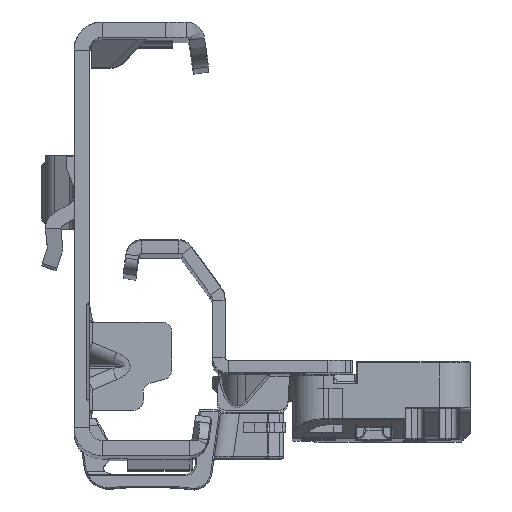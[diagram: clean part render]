
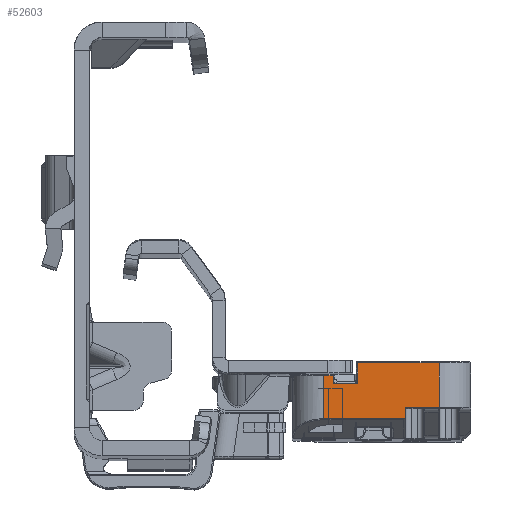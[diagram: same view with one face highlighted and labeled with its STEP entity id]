
A CAD part, top view. The second image highlights one B-rep face of the part: STEP entity #52603.
In plain terms, the highlighted face is planar.
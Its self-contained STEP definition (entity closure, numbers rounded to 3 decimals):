
#1218 = VECTOR ( 'NONE', #44828, 1000. ) ;
#1735 = CARTESIAN_POINT ( 'NONE',  ( -8.5, -5.2, -284.5 ) ) ;
#2429 = DIRECTION ( 'NONE',  ( 1., 0., 0. ) ) ;
#3910 =( BOUNDED_CURVE ( )  B_SPLINE_CURVE ( 3, ( #37174, #84545, #16404, #44981 ),
 .UNSPECIFIED., .F., .F. ) 
 B_SPLINE_CURVE_WITH_KNOTS ( ( 4, 4 ),
 ( 1.047, 1.571 ),
 .UNSPECIFIED. ) 
 CURVE ( )  GEOMETRIC_REPRESENTATION_ITEM ( )  RATIONAL_B_SPLINE_CURVE ( ( 1., 0.977, 0.977, 1. ) ) 
 REPRESENTATION_ITEM ( '' )  );
#4105 = LINE ( 'NONE', #122893, #104717 ) ;
#4951 = VERTEX_POINT ( 'NONE', #93828 ) ;
#6491 = CARTESIAN_POINT ( 'NONE',  ( 19.8, -1.15, -284.5 ) ) ;
#9549 = VECTOR ( 'NONE', #111256, 1000. ) ;
#12111 = DIRECTION ( 'NONE',  ( 0., 1., 0. ) ) ;
#13159 = DIRECTION ( 'NONE',  ( 1., 0., 0. ) ) ;
#16404 = CARTESIAN_POINT ( 'NONE',  ( -8.3, -6.71, -284.5 ) ) ;
#17202 = VERTEX_POINT ( 'NONE', #66888 ) ;
#17928 = VERTEX_POINT ( 'NONE', #100092 ) ;
#18513 = CARTESIAN_POINT ( 'NONE',  ( -0.75, 2.1, -284.5 ) ) ;
#21449 = EDGE_CURVE ( 'NONE', #17202, #53221, #41332, .T. ) ;
#21696 = CIRCLE ( 'NONE', #69425, 0.2 ) ;
#22156 = DIRECTION ( 'NONE',  ( 0., 0., 1. ) ) ;
#22304 = ORIENTED_EDGE ( 'NONE', *, *, #23299, .T. ) ;
#22523 = ORIENTED_EDGE ( 'NONE', *, *, #109777, .F. ) ;
#23299 = EDGE_CURVE ( 'NONE', #60537, #100876, #29891, .T. ) ;
#24104 = CARTESIAN_POINT ( 'NONE',  ( -8.3, 0., -284.5 ) ) ;
#28058 = CARTESIAN_POINT ( 'NONE',  ( -13.7, -5., -284.5 ) ) ;
#29725 = CARTESIAN_POINT ( 'NONE',  ( -8.3, -5., -284.5 ) ) ;
#29745 = VERTEX_POINT ( 'NONE', #77030 ) ;
#29891 = LINE ( 'NONE', #42184, #96207 ) ;
#31591 = DIRECTION ( 'NONE',  ( 0., 0., 1. ) ) ;
#32089 = LINE ( 'NONE', #53477, #9549 ) ;
#34230 = EDGE_LOOP ( 'NONE', ( #51379, #77460, #122943, #47267, #53578, #42095, #61296, #97417, #22523, #111689, #22304, #126825 ) ) ;
#37174 = CARTESIAN_POINT ( 'NONE',  ( -8.273, -6.785, -284.5 ) ) ;
#39653 = DIRECTION ( 'NONE',  ( 1., 0., 0. ) ) ;
#41332 = LINE ( 'NONE', #60805, #58572 ) ;
#42095 = ORIENTED_EDGE ( 'NONE', *, *, #52331, .T. ) ;
#42184 = CARTESIAN_POINT ( 'NONE',  ( -0.7, 2.1, -284.5 ) ) ;
#43560 = DIRECTION ( 'NONE',  ( 1., 0., 0. ) ) ;
#44828 = DIRECTION ( 'NONE',  ( 1., 0., 0. ) ) ;
#44981 = CARTESIAN_POINT ( 'NONE',  ( -8.3, -6.669, -284.5 ) ) ;
#46930 = EDGE_CURVE ( 'NONE', #17928, #17202, #75289, .T. ) ;
#47267 = ORIENTED_EDGE ( 'NONE', *, *, #98106, .F. ) ;
#49849 = VECTOR ( 'NONE', #13159, 1000. ) ;
#51269 = VERTEX_POINT ( 'NONE', #28058 ) ;
#51379 = ORIENTED_EDGE ( 'NONE', *, *, #46930, .T. ) ;
#52331 = EDGE_CURVE ( 'NONE', #67495, #78018, #3910, .T. ) ;
#52603 = ADVANCED_FACE ( 'NONE', ( #82502 ), #62379, .F. ) ;
#53221 = VERTEX_POINT ( 'NONE', #98327 ) ;
#53289 = CARTESIAN_POINT ( 'NONE',  ( 19.8, 2.6, -284.5 ) ) ;
#53477 = CARTESIAN_POINT ( 'NONE',  ( -8.3, -6.785, -284.5 ) ) ;
#53578 = ORIENTED_EDGE ( 'NONE', *, *, #101001, .T. ) ;
#55073 = CARTESIAN_POINT ( 'NONE',  ( -8.273, -6.785, -284.5 ) ) ;
#55356 = DIRECTION ( 'NONE',  ( 0., 1., 0. ) ) ;
#58572 = VECTOR ( 'NONE', #12111, 1000. ) ;
#60537 = VERTEX_POINT ( 'NONE', #106017 ) ;
#60805 = CARTESIAN_POINT ( 'NONE',  ( 3.15, 0.1, -284.5 ) ) ;
#61296 = ORIENTED_EDGE ( 'NONE', *, *, #74249, .F. ) ;
#62379 = PLANE ( 'NONE',  #85255 ) ;
#63270 = DIRECTION ( 'NONE',  ( 0., -1., 0. ) ) ;
#64675 = VECTOR ( 'NONE', #2429, 1000. ) ;
#65313 = VERTEX_POINT ( 'NONE', #115865 ) ;
#66554 = VERTEX_POINT ( 'NONE', #127548 ) ;
#66888 = CARTESIAN_POINT ( 'NONE',  ( 3.15, -1.15, -284.5 ) ) ;
#67495 = VERTEX_POINT ( 'NONE', #55073 ) ;
#69425 = AXIS2_PLACEMENT_3D ( 'NONE', #1735, #31591, #82193 ) ;
#71592 = LINE ( 'NONE', #80036, #49849 ) ;
#72856 = CARTESIAN_POINT ( 'NONE',  ( -8.3, -6.669, -284.5 ) ) ;
#74249 = EDGE_CURVE ( 'NONE', #29745, #78018, #104565, .T. ) ;
#74264 = CARTESIAN_POINT ( 'NONE',  ( -0.75, -0.9, -284.5 ) ) ;
#75289 = LINE ( 'NONE', #6491, #1218 ) ;
#77030 = CARTESIAN_POINT ( 'NONE',  ( -8.3, -5.2, -284.5 ) ) ;
#77460 = ORIENTED_EDGE ( 'NONE', *, *, #21449, .T. ) ;
#78003 = EDGE_CURVE ( 'NONE', #53221, #65313, #71592, .T. ) ;
#78018 = VERTEX_POINT ( 'NONE', #72856 ) ;
#80036 = CARTESIAN_POINT ( 'NONE',  ( 4.6, 0.1, -284.5 ) ) ;
#80319 = LINE ( 'NONE', #29725, #64675 ) ;
#82193 = DIRECTION ( 'NONE',  ( 1., 0., 0. ) ) ;
#82502 = FACE_OUTER_BOUND ( 'NONE', #34230, .T. ) ;
#84334 = VECTOR ( 'NONE', #97058, 1000. ) ;
#84445 = DIRECTION ( 'NONE',  ( 0., -1., 0. ) ) ;
#84545 = CARTESIAN_POINT ( 'NONE',  ( -8.291, -6.749, -284.5 ) ) ;
#85174 = EDGE_CURVE ( 'NONE', #51269, #60537, #4105, .T. ) ;
#85255 = AXIS2_PLACEMENT_3D ( 'NONE', #53289, #22156, #43560 ) ;
#91769 = VECTOR ( 'NONE', #63270, 1000. ) ;
#92452 = EDGE_CURVE ( 'NONE', #100876, #17928, #124890, .T. ) ;
#93828 = CARTESIAN_POINT ( 'NONE',  ( 4.6, -6.785, -284.5 ) ) ;
#95743 = LINE ( 'NONE', #105518, #84334 ) ;
#96207 = VECTOR ( 'NONE', #39653, 1000. ) ;
#97058 = DIRECTION ( 'NONE',  ( 0., 1., 0. ) ) ;
#97417 = ORIENTED_EDGE ( 'NONE', *, *, #115206, .T. ) ;
#98106 = EDGE_CURVE ( 'NONE', #4951, #65313, #95743, .T. ) ;
#98327 = CARTESIAN_POINT ( 'NONE',  ( 3.15, 0.1, -284.5 ) ) ;
#100092 = CARTESIAN_POINT ( 'NONE',  ( -0.75, -1.15, -284.5 ) ) ;
#100876 = VERTEX_POINT ( 'NONE', #18513 ) ;
#101001 = EDGE_CURVE ( 'NONE', #4951, #67495, #32089, .T. ) ;
#104565 = LINE ( 'NONE', #24104, #117361 ) ;
#104717 = VECTOR ( 'NONE', #55356, 1000. ) ;
#105518 = CARTESIAN_POINT ( 'NONE',  ( 4.6, -242.444, -284.5 ) ) ;
#106017 = CARTESIAN_POINT ( 'NONE',  ( -13.7, 2.1, -284.5 ) ) ;
#109777 = EDGE_CURVE ( 'NONE', #51269, #66554, #80319, .T. ) ;
#111256 = DIRECTION ( 'NONE',  ( -1., 0., 0. ) ) ;
#111689 = ORIENTED_EDGE ( 'NONE', *, *, #85174, .T. ) ;
#115206 = EDGE_CURVE ( 'NONE', #29745, #66554, #21696, .T. ) ;
#115865 = CARTESIAN_POINT ( 'NONE',  ( 4.6, 0.1, -284.5 ) ) ;
#117361 = VECTOR ( 'NONE', #84445, 1000. ) ;
#122893 = CARTESIAN_POINT ( 'NONE',  ( -13.7, 2., -284.5 ) ) ;
#122943 = ORIENTED_EDGE ( 'NONE', *, *, #78003, .T. ) ;
#124890 = LINE ( 'NONE', #74264, #91769 ) ;
#126825 = ORIENTED_EDGE ( 'NONE', *, *, #92452, .T. ) ;
#127548 = CARTESIAN_POINT ( 'NONE',  ( -8.5, -5., -284.5 ) ) ;
